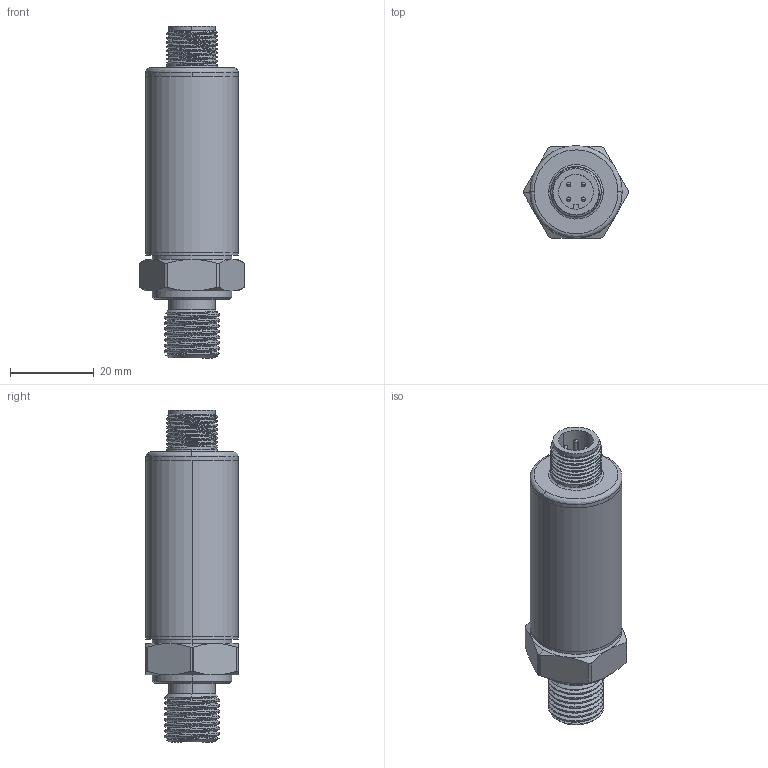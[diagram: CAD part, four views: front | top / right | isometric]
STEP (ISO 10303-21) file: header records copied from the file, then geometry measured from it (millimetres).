
FILE_DESCRIPTION (( 'STEP AP214' ), '1' );
FILE_NAME ('PT211-108_3D.step', '2023-03-30T23:07:52', ( '' ), ( '' ), 'SwSTEP 2.0', 'SolidWorks 2022', '' );
FILE_SCHEMA (( 'AUTOMOTIVE_DESIGN' ));
Length unit declared in the file: inch
Products named in the file (4): FST800-2^PT211-108; FST800-1^PT211-108; PT211-108_3D; FST800-3^PT211-108
Assembly tree (3 placements, depth 2):
  PT211-108_3D
    FST800-1^PT211-108
    FST800-2^PT211-108
    FST800-3^PT211-108
Bounding box: 25 x 22 x 79.2 mm (x, y, z)
Volume: 22852.7 mm3; surface area: 8199.6 mm2
Topology: 3 solids, 3 shells, 150 faces, 446 edges, 298 vertices
Faces by surface type: cylinder 66, bspline 33, cone 26, plane 25
Entity records: 11853 total; most frequent: CARTESIAN_POINT 8220, ORIENTED_EDGE 860, DIRECTION 528, EDGE_CURVE 430, VERTEX_POINT 298, B_SPLINE_CURVE_WITH_KNOTS 236, AXIS2_PLACEMENT_3D 215, EDGE_LOOP 162
